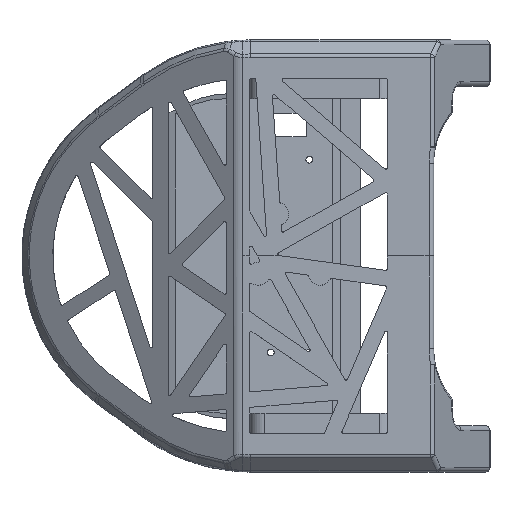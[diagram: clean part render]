
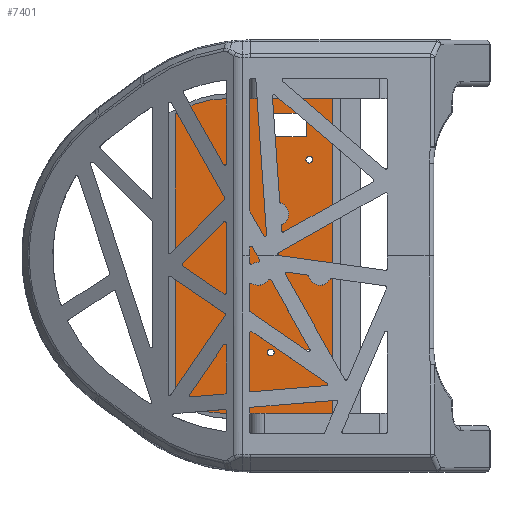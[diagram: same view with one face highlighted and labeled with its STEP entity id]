
A CAD part, top view. The second image highlights one B-rep face of the part: STEP entity #7401.
In plain terms, the highlighted planar face has unit normal (0, 0, 1).
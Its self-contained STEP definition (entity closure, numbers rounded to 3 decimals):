
#172=FACE_BOUND('',#911,.T.);
#173=FACE_BOUND('',#912,.T.);
#174=FACE_BOUND('',#913,.T.);
#175=FACE_BOUND('',#914,.T.);
#176=FACE_BOUND('',#915,.T.);
#263=PLANE('',#7886);
#469=FACE_OUTER_BOUND('',#910,.T.);
#910=EDGE_LOOP('',(#5101,#5102,#5103,#5104,#5105,#5106,#5107,#5108));
#911=EDGE_LOOP('',(#5109));
#912=EDGE_LOOP('',(#5110));
#913=EDGE_LOOP('',(#5111,#5112,#5113,#5114));
#914=EDGE_LOOP('',(#5115));
#915=EDGE_LOOP('',(#5116));
#1404=CIRCLE('',#7887,55.981);
#1405=CIRCLE('',#7888,55.981);
#1406=CIRCLE('',#7889,2.25);
#1407=CIRCLE('',#7890,2.25);
#1408=CIRCLE('',#7891,2.25);
#1409=CIRCLE('',#7892,2.25);
#1736=LINE('',#11014,#2345);
#1774=LINE('',#11119,#2383);
#1798=LINE('',#11180,#2407);
#1802=LINE('',#11187,#2411);
#1804=LINE('',#11192,#2413);
#1805=LINE('',#11194,#2414);
#1806=LINE('',#11202,#2415);
#1807=LINE('',#11204,#2416);
#1808=LINE('',#11206,#2417);
#1809=LINE('',#11207,#2418);
#2345=VECTOR('',#8714,10.);
#2383=VECTOR('',#8810,10.);
#2407=VECTOR('',#8874,10.);
#2411=VECTOR('',#8882,10.);
#2413=VECTOR('',#8888,10.);
#2414=VECTOR('',#8889,10.);
#2415=VECTOR('',#8896,10.);
#2416=VECTOR('',#8897,10.);
#2417=VECTOR('',#8898,10.);
#2418=VECTOR('',#8899,10.);
#3069=VERTEX_POINT('',#11011);
#3070=VERTEX_POINT('',#11013);
#3107=VERTEX_POINT('',#11116);
#3108=VERTEX_POINT('',#11118);
#3125=VERTEX_POINT('',#11179);
#3126=VERTEX_POINT('',#11186);
#3127=VERTEX_POINT('',#11190);
#3128=VERTEX_POINT('',#11193);
#3129=VERTEX_POINT('',#11196);
#3130=VERTEX_POINT('',#11198);
#3131=VERTEX_POINT('',#11200);
#3132=VERTEX_POINT('',#11201);
#3133=VERTEX_POINT('',#11203);
#3134=VERTEX_POINT('',#11205);
#3135=VERTEX_POINT('',#11208);
#3136=VERTEX_POINT('',#11210);
#3795=EDGE_CURVE('',#3069,#3070,#1736,.T.);
#3848=EDGE_CURVE('',#3107,#3108,#1774,.T.);
#3879=EDGE_CURVE('',#3125,#3108,#1798,.T.);
#3883=EDGE_CURVE('',#3125,#3126,#1802,.T.);
#3885=EDGE_CURVE('',#3127,#3107,#1404,.T.);
#3886=EDGE_CURVE('',#3070,#3127,#1804,.T.);
#3887=EDGE_CURVE('',#3128,#3069,#1805,.T.);
#3888=EDGE_CURVE('',#3126,#3128,#1405,.T.);
#3889=EDGE_CURVE('',#3129,#3129,#1406,.T.);
#3890=EDGE_CURVE('',#3130,#3130,#1407,.T.);
#3891=EDGE_CURVE('',#3131,#3132,#1806,.T.);
#3892=EDGE_CURVE('',#3132,#3133,#1807,.T.);
#3893=EDGE_CURVE('',#3133,#3134,#1808,.T.);
#3894=EDGE_CURVE('',#3134,#3131,#1809,.T.);
#3895=EDGE_CURVE('',#3135,#3135,#1408,.T.);
#3896=EDGE_CURVE('',#3136,#3136,#1409,.T.);
#5101=ORIENTED_EDGE('',*,*,#3879,.T.);
#5102=ORIENTED_EDGE('',*,*,#3848,.F.);
#5103=ORIENTED_EDGE('',*,*,#3885,.F.);
#5104=ORIENTED_EDGE('',*,*,#3886,.F.);
#5105=ORIENTED_EDGE('',*,*,#3795,.F.);
#5106=ORIENTED_EDGE('',*,*,#3887,.F.);
#5107=ORIENTED_EDGE('',*,*,#3888,.F.);
#5108=ORIENTED_EDGE('',*,*,#3883,.F.);
#5109=ORIENTED_EDGE('',*,*,#3889,.T.);
#5110=ORIENTED_EDGE('',*,*,#3890,.T.);
#5111=ORIENTED_EDGE('',*,*,#3891,.T.);
#5112=ORIENTED_EDGE('',*,*,#3892,.T.);
#5113=ORIENTED_EDGE('',*,*,#3893,.T.);
#5114=ORIENTED_EDGE('',*,*,#3894,.T.);
#5115=ORIENTED_EDGE('',*,*,#3895,.T.);
#5116=ORIENTED_EDGE('',*,*,#3896,.T.);
#7401=ADVANCED_FACE('',(#469,#172,#173,#174,#175,#176),#263,.F.);
#7886=AXIS2_PLACEMENT_3D('',#11189,#8884,#8885);
#7887=AXIS2_PLACEMENT_3D('',#11191,#8886,#8887);
#7888=AXIS2_PLACEMENT_3D('',#11195,#8890,#8891);
#7889=AXIS2_PLACEMENT_3D('',#11197,#8892,#8893);
#7890=AXIS2_PLACEMENT_3D('',#11199,#8894,#8895);
#7891=AXIS2_PLACEMENT_3D('',#11209,#8900,#8901);
#7892=AXIS2_PLACEMENT_3D('',#11211,#8902,#8903);
#8714=DIRECTION('',(0.,1.,0.));
#8810=DIRECTION('',(1.,0.,0.));
#8874=DIRECTION('',(0.,1.,0.));
#8882=DIRECTION('',(-1.,0.,0.));
#8884=DIRECTION('center_axis',(0.,0.,
-1.));
#8885=DIRECTION('ref_axis',(1.,0.,0.));
#8886=DIRECTION('center_axis',(0.,0.,
-1.));
#8887=DIRECTION('ref_axis',(-0.5,0.866,0.));
#8888=DIRECTION('',(0.866,0.5,0.));
#8889=DIRECTION('',(-0.866,0.5,0.));
#8890=DIRECTION('center_axis',(0.,0.,
-1.));
#8891=DIRECTION('ref_axis',(0.,-1.,0.));
#8892=DIRECTION('center_axis',(0.,0.,-1.));
#8893=DIRECTION('ref_axis',(1.,0.,0.));
#8894=DIRECTION('center_axis',(0.,0.,-1.));
#8895=DIRECTION('ref_axis',(1.,0.,0.));
#8896=DIRECTION('',(0.,1.,0.));
#8897=DIRECTION('',(1.,0.,0.));
#8898=DIRECTION('',(0.,-1.,0.));
#8899=DIRECTION('',(-1.,0.,0.));
#8900=DIRECTION('center_axis',(0.,0.,-1.));
#8901=DIRECTION('ref_axis',(1.,0.,0.));
#8902=DIRECTION('center_axis',(0.,0.,-1.));
#8903=DIRECTION('ref_axis',(1.,0.,0.));
#11011=CARTESIAN_POINT('',(-21.963,-92.207,95.5));
#11013=CARTESIAN_POINT('',(-21.963,92.207,95.5));
#11014=CARTESIAN_POINT('',(-21.963,0.,95.5));
#11116=CARTESIAN_POINT('',(10.,102.,95.5));
#11118=CARTESIAN_POINT('',(79.976,102.,95.5));
#11119=CARTESIAN_POINT('',(58.575,102.,95.5));
#11179=CARTESIAN_POINT('',(79.976,-102.,95.5));
#11180=CARTESIAN_POINT('',(79.976,-51.,95.5));
#11186=CARTESIAN_POINT('',(10.,-102.,95.5));
#11187=CARTESIAN_POINT('',(18.575,-102.,95.5));
#11189=CARTESIAN_POINT('Origin',(27.15,0.,95.5));
#11190=CARTESIAN_POINT('',(-17.99,94.5,95.5));
#11191=CARTESIAN_POINT('Origin',(10.,46.019,95.5));
#11192=CARTESIAN_POINT('',(-21.523,92.461,95.5));
#11193=CARTESIAN_POINT('',(-17.99,-94.5,95.5));
#11194=CARTESIAN_POINT('',(-37.527,-83.22,95.5));
#11195=CARTESIAN_POINT('Origin',(10.,-46.019,95.5));
#11196=CARTESIAN_POINT('',(37.575,62.5,95.5));
#11197=CARTESIAN_POINT('Origin',(39.825,62.5,95.5));
#11198=CARTESIAN_POINT('',(37.575,-62.5,95.5));
#11199=CARTESIAN_POINT('Origin',(39.825,-62.5,95.5));
#11200=CARTESIAN_POINT('',(37.825,77.5,95.5));
#11201=CARTESIAN_POINT('',(37.825,92.5,95.5));
#11202=CARTESIAN_POINT('',(37.825,77.5,95.5));
#11203=CARTESIAN_POINT('',(62.825,92.5,95.5));
#11204=CARTESIAN_POINT('',(37.825,92.5,95.5));
#11205=CARTESIAN_POINT('',(62.825,77.5,95.5));
#11206=CARTESIAN_POINT('',(62.825,92.5,95.5));
#11207=CARTESIAN_POINT('',(62.825,77.5,95.5));
#11208=CARTESIAN_POINT('',(62.575,62.5,95.5));
#11209=CARTESIAN_POINT('Origin',(64.825,62.5,95.5));
#11210=CARTESIAN_POINT('',(62.575,-62.5,95.5));
#11211=CARTESIAN_POINT('Origin',(64.825,-62.5,95.5));
